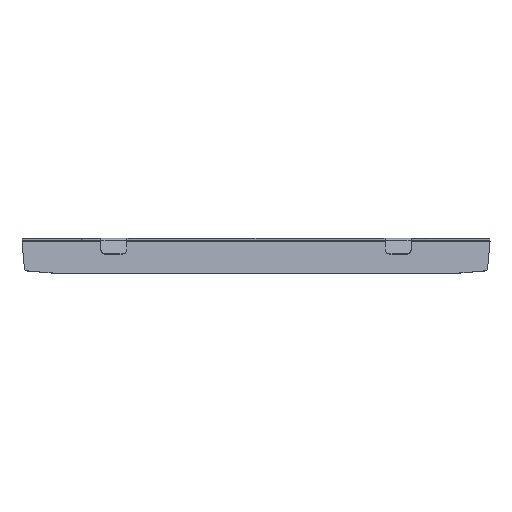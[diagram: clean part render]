
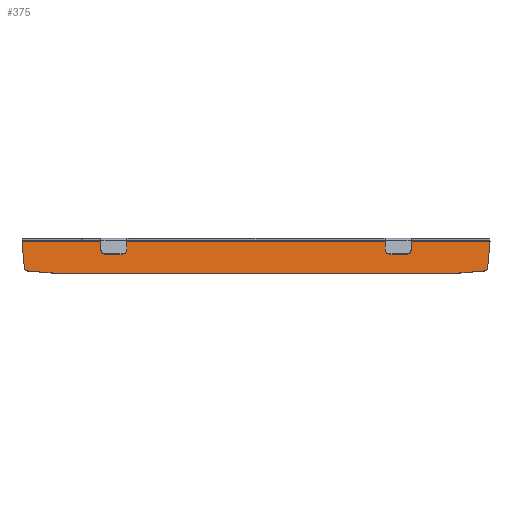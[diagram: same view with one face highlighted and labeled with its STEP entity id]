
A CAD part, front view. The second image highlights one B-rep face of the part: STEP entity #375.
In plain terms, the highlighted planar face has unit normal (0, -0.996, 0.087).
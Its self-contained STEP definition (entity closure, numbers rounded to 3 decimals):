
#25 = FACE_OUTER_BOUND ( 'NONE', #240, .T. ) ;
#26 = VECTOR ( 'NONE', #1390, 1000. ) ;
#51 = CIRCLE ( 'NONE', #523, 2. ) ;
#68 = ORIENTED_EDGE ( 'NONE', *, *, #181, .F. ) ;
#69 = CARTESIAN_POINT ( 'NONE',  ( -199., 9.346, -29.792 ) ) ;
#117 = LINE ( 'NONE', #69, #26 ) ;
#134 = CARTESIAN_POINT ( 'NONE',  ( -199., 11.726, -2.587 ) ) ;
#170 = CARTESIAN_POINT ( 'NONE',  ( -168.913, 9.346, -29.792 ) ) ;
#181 = EDGE_CURVE ( 'NONE', #1082, #1433, #1188, .T. ) ;
#214 = EDGE_CURVE ( 'NONE', #2039, #1960, #1310, .T. ) ;
#240 = EDGE_LOOP ( 'NONE', ( #526, #477, #777, #2089, #396, #469, #1841, #647, #244, #68 ) ) ;
#244 = ORIENTED_EDGE ( 'NONE', *, *, #1565, .F. ) ;
#339 = AXIS2_PLACEMENT_3D ( 'NONE', #1225, #1384, #2152 ) ;
#375 = ADVANCED_FACE ( 'NONE', ( #25 ), #2192, .T. ) ;
#380 = DIRECTION ( 'NONE',  ( 0., -0.087, -0.996 ) ) ;
#396 = ORIENTED_EDGE ( 'NONE', *, *, #2088, .F. ) ;
#417 = CARTESIAN_POINT ( 'NONE',  ( -196.97, 9.703, -25.701 ) ) ;
#448 = DIRECTION ( 'NONE',  ( -0.996, -0.008, -0.087 ) ) ;
#469 = ORIENTED_EDGE ( 'NONE', *, *, #2410, .T. ) ;
#477 = ORIENTED_EDGE ( 'NONE', *, *, #214, .T. ) ;
#523 = AXIS2_PLACEMENT_3D ( 'NONE', #1655, #1690, #2035 ) ;
#526 = ORIENTED_EDGE ( 'NONE', *, *, #2162, .T. ) ;
#528 = DIRECTION ( 'NONE',  ( 0., -0.087, -0.996 ) ) ;
#647 = ORIENTED_EDGE ( 'NONE', *, *, #1013, .T. ) ;
#726 = CARTESIAN_POINT ( 'NONE',  ( -3.798, 8.086, -44.19 ) ) ;
#756 = DIRECTION ( 'NONE',  ( 0., -0.996, 0.087 ) ) ;
#777 = ORIENTED_EDGE ( 'NONE', *, *, #2326, .T. ) ;
#809 = CARTESIAN_POINT ( 'NONE',  ( 3.798, 8.086, -44.19 ) ) ;
#811 = CARTESIAN_POINT ( 'NONE',  ( 168.913, 9.346, -29.792 ) ) ;
#887 = VECTOR ( 'NONE', #448, 1000. ) ;
#896 = CARTESIAN_POINT ( 'NONE',  ( -194.978, 9.719, -25.528 ) ) ;
#906 = CARTESIAN_POINT ( 'NONE',  ( -199., 11.726, -2.587 ) ) ;
#943 = DIRECTION ( 'NONE',  ( -0.087, -0.087, -0.992 ) ) ;
#978 = VERTEX_POINT ( 'NONE', #1050 ) ;
#989 = CARTESIAN_POINT ( 'NONE',  ( -197.632, 10.363, -18.168 ) ) ;
#1013 = EDGE_CURVE ( 'NONE', #1956, #1625, #51, .T. ) ;
#1022 = DIRECTION ( 'NONE',  ( 0., -0.087, -0.996 ) ) ;
#1034 = LINE ( 'NONE', #989, #2444 ) ;
#1050 = CARTESIAN_POINT ( 'NONE',  ( 169.087, 9.346, -29.784 ) ) ;
#1063 = CIRCLE ( 'NONE', #1804, 2. ) ;
#1068 = CIRCLE ( 'NONE', #339, 2. ) ;
#1082 = VERTEX_POINT ( 'NONE', #906 ) ;
#1090 = DIRECTION ( 'NONE',  ( 1., 0., 0. ) ) ;
#1119 = CARTESIAN_POINT ( 'NONE',  ( 168.913, 9.52, -27.8 ) ) ;
#1125 = LINE ( 'NONE', #726, #1429 ) ;
#1133 = LINE ( 'NONE', #2278, #1985 ) ;
#1188 = LINE ( 'NONE', #134, #1803 ) ;
#1189 = DIRECTION ( 'NONE',  ( 0.087, -0.087, -0.992 ) ) ;
#1225 = CARTESIAN_POINT ( 'NONE',  ( -168.913, 9.52, -27.8 ) ) ;
#1279 = LINE ( 'NONE', #809, #887 ) ;
#1310 = CIRCLE ( 'NONE', #1726, 2. ) ;
#1320 = CARTESIAN_POINT ( 'NONE',  ( 196.97, 9.703, -25.701 ) ) ;
#1384 = DIRECTION ( 'NONE',  ( 0., -0.996, 0.087 ) ) ;
#1390 = DIRECTION ( 'NONE',  ( -1., 0., 0. ) ) ;
#1429 = VECTOR ( 'NONE', #1499, 1000. ) ;
#1433 = VERTEX_POINT ( 'NONE', #2184 ) ;
#1499 = DIRECTION ( 'NONE',  ( 0.996, -0.008, -0.087 ) ) ;
#1565 = EDGE_CURVE ( 'NONE', #1433, #1625, #1133, .T. ) ;
#1624 = CARTESIAN_POINT ( 'NONE',  ( 0., 11.87, -0.943 ) ) ;
#1625 = VERTEX_POINT ( 'NONE', #1320 ) ;
#1655 = CARTESIAN_POINT ( 'NONE',  ( 194.978, 9.719, -25.528 ) ) ;
#1690 = DIRECTION ( 'NONE',  ( 0., -0.996, 0.087 ) ) ;
#1726 = AXIS2_PLACEMENT_3D ( 'NONE', #896, #2419, #528 ) ;
#1733 = VERTEX_POINT ( 'NONE', #811 ) ;
#1803 = VECTOR ( 'NONE', #1090, 1000. ) ;
#1804 = AXIS2_PLACEMENT_3D ( 'NONE', #1119, #756, #380 ) ;
#1841 = ORIENTED_EDGE ( 'NONE', *, *, #2067, .F. ) ;
#1916 = CARTESIAN_POINT ( 'NONE',  ( -169.087, 9.346, -29.784 ) ) ;
#1956 = VERTEX_POINT ( 'NONE', #2101 ) ;
#1960 = VERTEX_POINT ( 'NONE', #2300 ) ;
#1985 = VECTOR ( 'NONE', #943, 1000. ) ;
#1986 = VERTEX_POINT ( 'NONE', #1916 ) ;
#2035 = DIRECTION ( 'NONE',  ( 0., -0.087, -0.996 ) ) ;
#2039 = VERTEX_POINT ( 'NONE', #417 ) ;
#2067 = EDGE_CURVE ( 'NONE', #1956, #978, #1279, .T. ) ;
#2088 = EDGE_CURVE ( 'NONE', #1733, #2337, #117, .T. ) ;
#2089 = ORIENTED_EDGE ( 'NONE', *, *, #2131, .T. ) ;
#2101 = CARTESIAN_POINT ( 'NONE',  ( 195.152, 9.545, -27.513 ) ) ;
#2131 = EDGE_CURVE ( 'NONE', #1986, #2337, #1068, .T. ) ;
#2143 = AXIS2_PLACEMENT_3D ( 'NONE', #1624, #2159, #1022 ) ;
#2152 = DIRECTION ( 'NONE',  ( 0., -0.087, -0.996 ) ) ;
#2159 = DIRECTION ( 'NONE',  ( 0., -0.996, 0.087 ) ) ;
#2162 = EDGE_CURVE ( 'NONE', #1082, #2039, #1034, .T. ) ;
#2184 = CARTESIAN_POINT ( 'NONE',  ( 199., 11.726, -2.587 ) ) ;
#2192 = PLANE ( 'NONE',  #2143 ) ;
#2278 = CARTESIAN_POINT ( 'NONE',  ( 197.632, 10.363, -18.168 ) ) ;
#2300 = CARTESIAN_POINT ( 'NONE',  ( -195.152, 9.545, -27.513 ) ) ;
#2326 = EDGE_CURVE ( 'NONE', #1960, #1986, #1125, .T. ) ;
#2337 = VERTEX_POINT ( 'NONE', #170 ) ;
#2410 = EDGE_CURVE ( 'NONE', #1733, #978, #1063, .T. ) ;
#2419 = DIRECTION ( 'NONE',  ( 0., -0.996, 0.087 ) ) ;
#2444 = VECTOR ( 'NONE', #1189, 1000. ) ;
